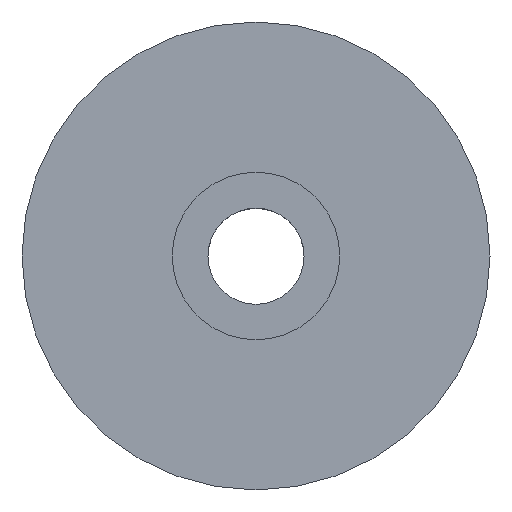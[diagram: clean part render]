
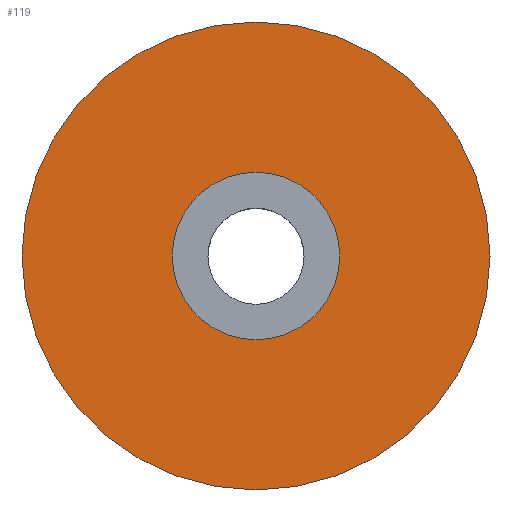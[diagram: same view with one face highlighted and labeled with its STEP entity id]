
A CAD part, top view. The second image highlights one B-rep face of the part: STEP entity #119.
In plain terms, the highlighted planar face has unit normal (0, 0, 1).
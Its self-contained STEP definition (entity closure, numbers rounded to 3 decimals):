
#45=FACE_BOUND('',#62,.T.);
#52=FACE_OUTER_BOUND('',#61,.T.);
#61=EDGE_LOOP('',(#108));
#62=EDGE_LOOP('',(#109));
#68=CIRCLE('',#148,2.834);
#69=CIRCLE('',#150,7.916);
#75=VERTEX_POINT('',#228);
#76=VERTEX_POINT('',#232);
#85=EDGE_CURVE('',#75,#75,#68,.T.);
#86=EDGE_CURVE('',#76,#76,#69,.T.);
#108=ORIENTED_EDGE('',*,*,#86,.F.);
#109=ORIENTED_EDGE('',*,*,#85,.T.);
#112=PLANE('',#151);
#119=ADVANCED_FACE('',(#52,#45),#112,.T.);
#148=AXIS2_PLACEMENT_3D('',#230,#189,#190);
#150=AXIS2_PLACEMENT_3D('',#233,#193,#194);
#151=AXIS2_PLACEMENT_3D('',#235,#196,#197);
#189=DIRECTION('center_axis',(0.,0.,-1.));
#190=DIRECTION('ref_axis',(-1.,0.,0.));
#193=DIRECTION('center_axis',(0.,0.,-1.));
#194=DIRECTION('ref_axis',(-1.,0.,0.));
#196=DIRECTION('center_axis',(0.,0.,1.));
#197=DIRECTION('ref_axis',(1.,0.,0.));
#228=CARTESIAN_POINT('',(157.862,33.82,4.75));
#230=CARTESIAN_POINT('Origin',(155.027,33.82,4.75));
#232=CARTESIAN_POINT('',(162.943,33.82,4.75));
#233=CARTESIAN_POINT('Origin',(155.027,33.82,4.75));
#235=CARTESIAN_POINT('Origin',(155.027,33.82,4.75));
